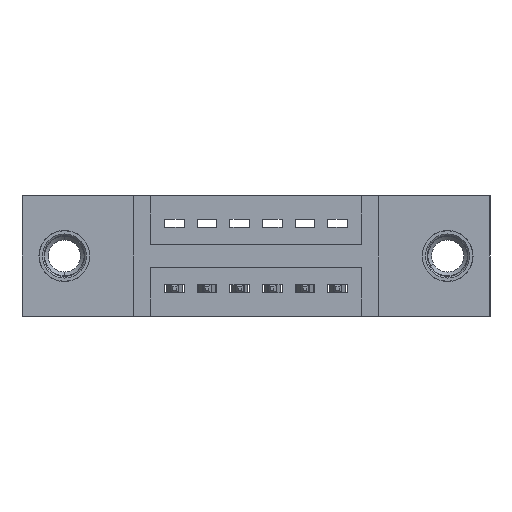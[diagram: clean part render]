
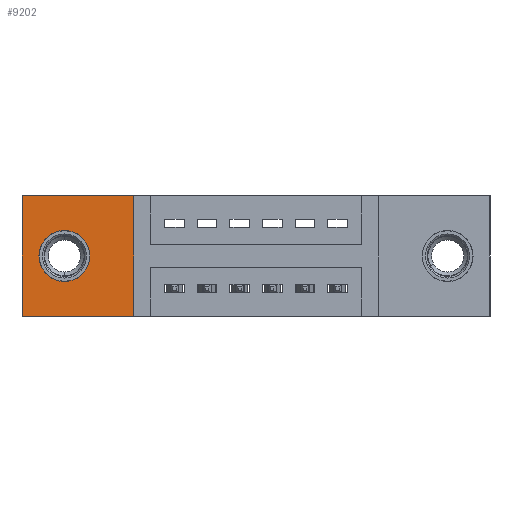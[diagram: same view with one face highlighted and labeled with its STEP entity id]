
A CAD part, front view. The second image highlights one B-rep face of the part: STEP entity #9202.
In plain terms, the highlighted planar face has unit normal (0, -1, 0).
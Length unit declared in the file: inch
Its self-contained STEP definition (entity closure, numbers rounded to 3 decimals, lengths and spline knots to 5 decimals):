
#170 = VERTEX_POINT ( 'NONE', #6018 ) ;
#372 = LINE ( 'NONE', #992, #3167 ) ;
#803 = PLANE ( 'NONE',  #5828 ) ;
#992 = CARTESIAN_POINT ( 'NONE',  ( 0., 0.17, -0.37 ) ) ;
#1376 = VERTEX_POINT ( 'NONE', #7495 ) ;
#1599 = ORIENTED_EDGE ( 'NONE', *, *, #3152, .F. ) ;
#1743 = FACE_BOUND ( 'NONE', #4796, .T. ) ;
#1775 = EDGE_CURVE ( 'NONE', #2392, #2368, #4101, .T. ) ;
#2245 = VERTEX_POINT ( 'NONE', #3947 ) ;
#2368 = VERTEX_POINT ( 'NONE', #4024 ) ;
#2392 = VERTEX_POINT ( 'NONE', #2986 ) ;
#2986 = CARTESIAN_POINT ( 'NONE',  ( 0.3425, 0.17, 0. ) ) ;
#3152 = EDGE_CURVE ( 'NONE', #170, #1376, #5654, .T. ) ;
#3167 = VECTOR ( 'NONE', #7117, 39.37008 ) ;
#3569 = ORIENTED_EDGE ( 'NONE', *, *, #1775, .T. ) ;
#3847 = CIRCLE ( 'NONE', #9801, 0.078 ) ;
#3938 = ORIENTED_EDGE ( 'NONE', *, *, #9813, .T. ) ;
#3947 = CARTESIAN_POINT ( 'NONE',  ( 0., 0.17, -0.37 ) ) ;
#4024 = CARTESIAN_POINT ( 'NONE',  ( 0., 0.17, 0. ) ) ;
#4051 = VECTOR ( 'NONE', #7688, 39.37008 ) ;
#4101 = LINE ( 'NONE', #6725, #6323 ) ;
#4565 = LINE ( 'NONE', #4881, #10300 ) ;
#4730 = DIRECTION ( 'NONE',  ( 0., -1., 0. ) ) ;
#4796 = EDGE_LOOP ( 'NONE', ( #1599, #5104 ) ) ;
#4875 = VERTEX_POINT ( 'NONE', #9178 ) ;
#4881 = CARTESIAN_POINT ( 'NONE',  ( 0., 0.17, 0. ) ) ;
#4929 = EDGE_CURVE ( 'NONE', #4875, #2392, #6271, .T. ) ;
#5058 = DIRECTION ( 'NONE',  ( 0., -1., 0. ) ) ;
#5059 = DIRECTION ( 'NONE',  ( 0., 0., -1. ) ) ;
#5104 = ORIENTED_EDGE ( 'NONE', *, *, #9545, .F. ) ;
#5124 = ORIENTED_EDGE ( 'NONE', *, *, #4929, .T. ) ;
#5318 = DIRECTION ( 'NONE',  ( 0., 0., -1. ) ) ;
#5350 = EDGE_CURVE ( 'NONE', #2368, #2245, #4565, .T. ) ;
#5628 = CARTESIAN_POINT ( 'NONE',  ( 0.13, 0.17, -0.185 ) ) ;
#5654 = CIRCLE ( 'NONE', #7183, 0.078 ) ;
#5828 = AXIS2_PLACEMENT_3D ( 'NONE', #7762, #9962, #5318 ) ;
#6018 = CARTESIAN_POINT ( 'NONE',  ( 0.13, 0.17, -0.107 ) ) ;
#6271 = LINE ( 'NONE', #6875, #4051 ) ;
#6323 = VECTOR ( 'NONE', #6807, 39.37008 ) ;
#6725 = CARTESIAN_POINT ( 'NONE',  ( 0., 0.17, 0. ) ) ;
#6807 = DIRECTION ( 'NONE',  ( -1., 0., 0. ) ) ;
#6875 = CARTESIAN_POINT ( 'NONE',  ( 0.3425, 0.17, 0. ) ) ;
#7117 = DIRECTION ( 'NONE',  ( 1., 0., 0. ) ) ;
#7183 = AXIS2_PLACEMENT_3D ( 'NONE', #5628, #4730, #5059 ) ;
#7427 = EDGE_LOOP ( 'NONE', ( #7914, #3938, #5124, #3569 ) ) ;
#7495 = CARTESIAN_POINT ( 'NONE',  ( 0.13, 0.17, -0.263 ) ) ;
#7688 = DIRECTION ( 'NONE',  ( 0., 0., 1. ) ) ;
#7762 = CARTESIAN_POINT ( 'NONE',  ( 0., 0.17, -0.37 ) ) ;
#7914 = ORIENTED_EDGE ( 'NONE', *, *, #5350, .T. ) ;
#8526 = FACE_OUTER_BOUND ( 'NONE', #7427, .T. ) ;
#9178 = CARTESIAN_POINT ( 'NONE',  ( 0.3425, 0.17, -0.37 ) ) ;
#9202 = ADVANCED_FACE ( 'NONE', ( #1743, #8526 ), #803, .T. ) ;
#9545 = EDGE_CURVE ( 'NONE', #1376, #170, #3847, .T. ) ;
#9624 = DIRECTION ( 'NONE',  ( 0., 0., -1. ) ) ;
#9759 = CARTESIAN_POINT ( 'NONE',  ( 0.13, 0.17, -0.185 ) ) ;
#9801 = AXIS2_PLACEMENT_3D ( 'NONE', #9759, #5058, #10440 ) ;
#9813 = EDGE_CURVE ( 'NONE', #2245, #4875, #372, .T. ) ;
#9962 = DIRECTION ( 'NONE',  ( 0., -1., 0. ) ) ;
#10300 = VECTOR ( 'NONE', #9624, 39.37008 ) ;
#10440 = DIRECTION ( 'NONE',  ( 0., 0., -1. ) ) ;
